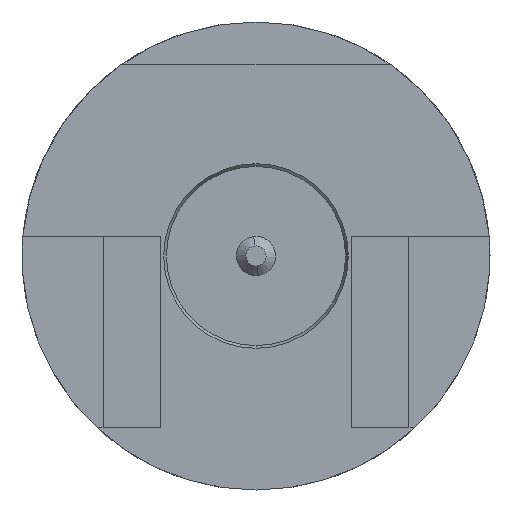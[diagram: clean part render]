
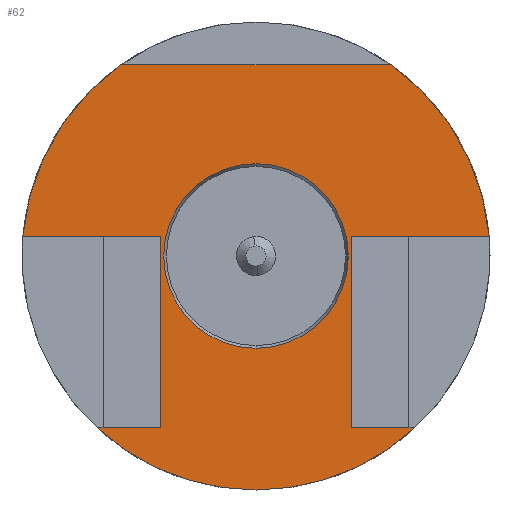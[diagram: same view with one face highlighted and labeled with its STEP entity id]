
A CAD part, front view. The second image highlights one B-rep face of the part: STEP entity #62.
In plain terms, the highlighted planar face has unit normal (0, -1, 0).
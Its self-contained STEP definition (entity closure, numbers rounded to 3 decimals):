
#15 = CIRCLE ( 'NONE', #1426, 0.966 ) ;
#26 = ORIENTED_EDGE ( 'NONE', *, *, #1975, .F. ) ;
#32 = CARTESIAN_POINT ( 'NONE',  ( 0., -4.65, 0. ) ) ;
#41 = VERTEX_POINT ( 'NONE', #507 ) ;
#44 = VERTEX_POINT ( 'NONE', #537 ) ;
#47 = DIRECTION ( 'NONE',  ( 0., 1., 0. ) ) ;
#62 = ADVANCED_FACE ( 'NONE', ( #157, #1791 ), #1159, .F. ) ;
#90 = ORIENTED_EDGE ( 'NONE', *, *, #1616, .F. ) ;
#118 = AXIS2_PLACEMENT_3D ( 'NONE', #856, #1962, #1018 ) ;
#151 = CARTESIAN_POINT ( 'NONE',  ( -1., -4.65, -1.8 ) ) ;
#157 = FACE_BOUND ( 'NONE', #614, .T. ) ;
#196 = DIRECTION ( 'NONE',  ( 0., 1., 0. ) ) ;
#199 = DIRECTION ( 'NONE',  ( 0., 0., 1. ) ) ;
#206 = AXIS2_PLACEMENT_3D ( 'NONE', #633, #1728, #785 ) ;
#209 = CARTESIAN_POINT ( 'NONE',  ( 2.442, -4.65, 0.2 ) ) ;
#220 = CARTESIAN_POINT ( 'NONE',  ( 0., -4.65, 0. ) ) ;
#248 = CIRCLE ( 'NONE', #118, 2.45 ) ;
#249 = CARTESIAN_POINT ( 'NONE',  ( 1., -4.65, -1.8 ) ) ;
#253 = ORIENTED_EDGE ( 'NONE', *, *, #348, .F. ) ;
#259 = EDGE_LOOP ( 'NONE', ( #26, #884, #1145, #979, #1036, #1928, #843, #253, #371, #90, #932 ) ) ;
#268 = CARTESIAN_POINT ( 'NONE',  ( -2.442, -4.65, 0.2 ) ) ;
#279 = VECTOR ( 'NONE', #696, 1000. ) ;
#303 = EDGE_CURVE ( 'NONE', #1742, #41, #2002, .T. ) ;
#330 = CARTESIAN_POINT ( 'NONE',  ( 1.662, -4.65, -1.8 ) ) ;
#348 = EDGE_CURVE ( 'NONE', #1654, #757, #1477, .T. ) ;
#355 = CIRCLE ( 'NONE', #206, 0.966 ) ;
#371 = ORIENTED_EDGE ( 'NONE', *, *, #600, .F. ) ;
#373 = CARTESIAN_POINT ( 'NONE',  ( -1., -4.65, -1.8 ) ) ;
#386 = DIRECTION ( 'NONE',  ( 0., 0., 1. ) ) ;
#412 = DIRECTION ( 'NONE',  ( 1., 0., 0. ) ) ;
#485 = EDGE_CURVE ( 'NONE', #1043, #1458, #1714, .T. ) ;
#492 = VECTOR ( 'NONE', #412, 1000. ) ;
#493 = CIRCLE ( 'NONE', #796, 2.45 ) ;
#507 = CARTESIAN_POINT ( 'NONE',  ( -2.442, -4.65, 0.2 ) ) ;
#536 = LINE ( 'NONE', #801, #895 ) ;
#537 = CARTESIAN_POINT ( 'NONE',  ( 1.415, -4.65, 2. ) ) ;
#538 = CARTESIAN_POINT ( 'NONE',  ( -1.415, -4.65, 2. ) ) ;
#553 = LINE ( 'NONE', #249, #492 ) ;
#569 = VERTEX_POINT ( 'NONE', #373 ) ;
#587 = VERTEX_POINT ( 'NONE', #209 ) ;
#596 = LINE ( 'NONE', #717, #1427 ) ;
#600 = EDGE_CURVE ( 'NONE', #587, #1654, #708, .T. ) ;
#614 = EDGE_LOOP ( 'NONE', ( #1139, #745 ) ) ;
#633 = CARTESIAN_POINT ( 'NONE',  ( 0., -4.65, 0. ) ) ;
#643 = VECTOR ( 'NONE', #1752, 1000. ) ;
#696 = DIRECTION ( 'NONE',  ( -1., 0., 0. ) ) ;
#697 = DIRECTION ( 'NONE',  ( 0., 0., 1. ) ) ;
#708 = LINE ( 'NONE', #1005, #279 ) ;
#717 = CARTESIAN_POINT ( 'NONE',  ( -1., -4.65, 0.2 ) ) ;
#723 = CIRCLE ( 'NONE', #1925, 2.45 ) ;
#745 = ORIENTED_EDGE ( 'NONE', *, *, #1428, .T. ) ;
#757 = VERTEX_POINT ( 'NONE', #1827 ) ;
#780 = VERTEX_POINT ( 'NONE', #1532 ) ;
#785 = DIRECTION ( 'NONE',  ( 0., 0., 1. ) ) ;
#796 = AXIS2_PLACEMENT_3D ( 'NONE', #32, #1153, #199 ) ;
#801 = CARTESIAN_POINT ( 'NONE',  ( -1.415, -4.65, 2. ) ) ;
#843 = ORIENTED_EDGE ( 'NONE', *, *, #1707, .F. ) ;
#854 = DIRECTION ( 'NONE',  ( 0., 1., 0. ) ) ;
#856 = CARTESIAN_POINT ( 'NONE',  ( 0., -4.65, 0. ) ) ;
#884 = ORIENTED_EDGE ( 'NONE', *, *, #303, .F. ) ;
#895 = VECTOR ( 'NONE', #1898, 1000. ) ;
#932 = ORIENTED_EDGE ( 'NONE', *, *, #1846, .F. ) ;
#979 = ORIENTED_EDGE ( 'NONE', *, *, #1790, .F. ) ;
#1003 = CARTESIAN_POINT ( 'NONE',  ( 0., -4.65, 0. ) ) ;
#1005 = CARTESIAN_POINT ( 'NONE',  ( 2.442, -4.65, 0.2 ) ) ;
#1007 = CARTESIAN_POINT ( 'NONE',  ( 0., -4.65, 0.966 ) ) ;
#1018 = DIRECTION ( 'NONE',  ( 0., 0., 1. ) ) ;
#1036 = ORIENTED_EDGE ( 'NONE', *, *, #1494, .F. ) ;
#1043 = VERTEX_POINT ( 'NONE', #330 ) ;
#1053 = CARTESIAN_POINT ( 'NONE',  ( 1., -4.65, 0.2 ) ) ;
#1095 = VECTOR ( 'NONE', #1103, 1000. ) ;
#1103 = DIRECTION ( 'NONE',  ( 1., 0., 0. ) ) ;
#1131 = CARTESIAN_POINT ( 'NONE',  ( 0., -4.65, 0. ) ) ;
#1139 = ORIENTED_EDGE ( 'NONE', *, *, #1576, .T. ) ;
#1145 = ORIENTED_EDGE ( 'NONE', *, *, #1649, .F. ) ;
#1151 = DIRECTION ( 'NONE',  ( 0., 0., 1. ) ) ;
#1153 = DIRECTION ( 'NONE',  ( 0., 1., 0. ) ) ;
#1155 = LINE ( 'NONE', #151, #1095 ) ;
#1159 = PLANE ( 'NONE',  #1448 ) ;
#1171 = DIRECTION ( 'NONE',  ( 0., 0., 1. ) ) ;
#1295 = CARTESIAN_POINT ( 'NONE',  ( 0., -4.65, 0. ) ) ;
#1318 = DIRECTION ( 'NONE',  ( 0., 1., 0. ) ) ;
#1324 = CARTESIAN_POINT ( 'NONE',  ( -1.662, -4.65, -1.8 ) ) ;
#1414 = CARTESIAN_POINT ( 'NONE',  ( 0., -4.65, -2.45 ) ) ;
#1426 = AXIS2_PLACEMENT_3D ( 'NONE', #1003, #47, #1171 ) ;
#1427 = VECTOR ( 'NONE', #1973, 1000. ) ;
#1428 = EDGE_CURVE ( 'NONE', #1977, #780, #355, .T. ) ;
#1448 = AXIS2_PLACEMENT_3D ( 'NONE', #1295, #196, #1151 ) ;
#1458 = VERTEX_POINT ( 'NONE', #1414 ) ;
#1477 = LINE ( 'NONE', #1053, #643 ) ;
#1494 = EDGE_CURVE ( 'NONE', #1458, #2041, #493, .T. ) ;
#1532 = CARTESIAN_POINT ( 'NONE',  ( 0., -4.65, -0.966 ) ) ;
#1576 = EDGE_CURVE ( 'NONE', #780, #1977, #15, .T. ) ;
#1616 = EDGE_CURVE ( 'NONE', #44, #587, #248, .T. ) ;
#1649 = EDGE_CURVE ( 'NONE', #569, #1742, #596, .T. ) ;
#1654 = VERTEX_POINT ( 'NONE', #1981 ) ;
#1668 = CARTESIAN_POINT ( 'NONE',  ( -1., -4.65, 0.2 ) ) ;
#1676 = DIRECTION ( 'NONE',  ( -1., 0., 0. ) ) ;
#1707 = EDGE_CURVE ( 'NONE', #757, #1043, #553, .T. ) ;
#1714 = CIRCLE ( 'NONE', #2014, 2.45 ) ;
#1728 = DIRECTION ( 'NONE',  ( 0., 1., 0. ) ) ;
#1742 = VERTEX_POINT ( 'NONE', #1668 ) ;
#1752 = DIRECTION ( 'NONE',  ( 0., 0., -1. ) ) ;
#1790 = EDGE_CURVE ( 'NONE', #2041, #569, #1155, .T. ) ;
#1791 = FACE_OUTER_BOUND ( 'NONE', #259, .T. ) ;
#1827 = CARTESIAN_POINT ( 'NONE',  ( 1., -4.65, -1.8 ) ) ;
#1846 = EDGE_CURVE ( 'NONE', #1997, #44, #536, .T. ) ;
#1887 = VECTOR ( 'NONE', #1676, 1000. ) ;
#1898 = DIRECTION ( 'NONE',  ( 1., 0., 0. ) ) ;
#1925 = AXIS2_PLACEMENT_3D ( 'NONE', #220, #1318, #386 ) ;
#1928 = ORIENTED_EDGE ( 'NONE', *, *, #485, .F. ) ;
#1962 = DIRECTION ( 'NONE',  ( 0., 1., 0. ) ) ;
#1973 = DIRECTION ( 'NONE',  ( 0., 0., 1. ) ) ;
#1975 = EDGE_CURVE ( 'NONE', #41, #1997, #723, .T. ) ;
#1977 = VERTEX_POINT ( 'NONE', #1007 ) ;
#1981 = CARTESIAN_POINT ( 'NONE',  ( 1., -4.65, 0.2 ) ) ;
#1997 = VERTEX_POINT ( 'NONE', #538 ) ;
#2002 = LINE ( 'NONE', #268, #1887 ) ;
#2014 = AXIS2_PLACEMENT_3D ( 'NONE', #1131, #854, #697 ) ;
#2041 = VERTEX_POINT ( 'NONE', #1324 ) ;
